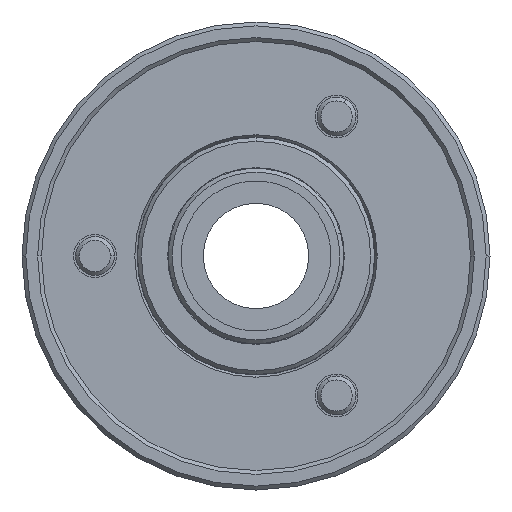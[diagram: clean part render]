
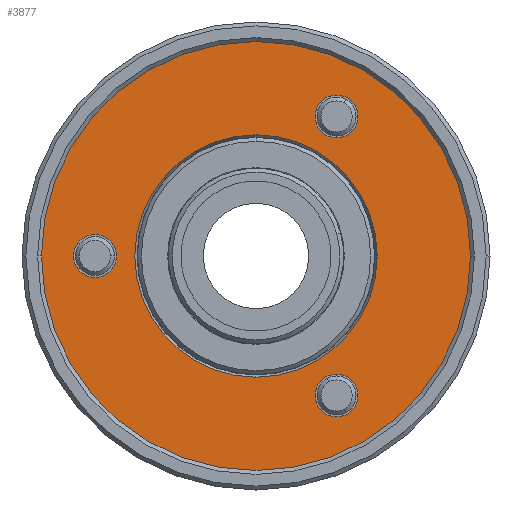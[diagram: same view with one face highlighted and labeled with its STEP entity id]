
A CAD part, left-side view. The second image highlights one B-rep face of the part: STEP entity #3877.
In plain terms, the highlighted planar face has unit normal (-1, 0, 0).
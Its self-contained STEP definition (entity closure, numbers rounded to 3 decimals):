
#27 = CIRCLE ( 'NONE', #6936, 31.077 ) ;
#70 = VERTEX_POINT ( 'NONE', #3780 ) ;
#109 = DIRECTION ( 'NONE',  ( 1., 0., 0. ) ) ;
#131 = VERTEX_POINT ( 'NONE', #4529 ) ;
#232 = CIRCLE ( 'NONE', #1443, 31.077 ) ;
#331 = FACE_BOUND ( 'NONE', #3191, .T. ) ;
#631 = CARTESIAN_POINT ( 'NONE',  ( 4., -20.65, -30.267 ) ) ;
#692 = EDGE_LOOP ( 'NONE', ( #8659, #2396 ) ) ;
#818 = ORIENTED_EDGE ( 'NONE', *, *, #3566, .T. ) ;
#898 = EDGE_CURVE ( 'NONE', #131, #70, #27, .T. ) ;
#977 = CARTESIAN_POINT ( 'NONE',  ( 4., 0., 0. ) ) ;
#1232 = EDGE_CURVE ( 'NONE', #5274, #2647, #7068, .T. ) ;
#1385 = ORIENTED_EDGE ( 'NONE', *, *, #2188, .T. ) ;
#1443 = AXIS2_PLACEMENT_3D ( 'NONE', #7389, #3114, #8119 ) ;
#1650 = ORIENTED_EDGE ( 'NONE', *, *, #7379, .T. ) ;
#1674 = ORIENTED_EDGE ( 'NONE', *, *, #4637, .T. ) ;
#1680 = FACE_BOUND ( 'NONE', #8966, .T. ) ;
#1681 = DIRECTION ( 'NONE',  ( 0., -1., 0. ) ) ;
#1825 = DIRECTION ( 'NONE',  ( -1., 0., 0. ) ) ;
#1866 = EDGE_LOOP ( 'NONE', ( #1650, #818 ) ) ;
#1943 = ORIENTED_EDGE ( 'NONE', *, *, #2244, .T. ) ;
#2016 = CARTESIAN_POINT ( 'NONE',  ( 4., 41.3, 5.5 ) ) ;
#2030 = VERTEX_POINT ( 'NONE', #4878 ) ;
#2043 = DIRECTION ( 'NONE',  ( 1., 0., 0. ) ) ;
#2174 = CIRCLE ( 'NONE', #4480, 5.5 ) ;
#2188 = EDGE_CURVE ( 'NONE', #2030, #3378, #4721, .T. ) ;
#2189 = DIRECTION ( 'NONE',  ( 1., 0., 0. ) ) ;
#2198 = CIRCLE ( 'NONE', #7069, 55. ) ;
#2223 = DIRECTION ( 'NONE',  ( 1., 0., 0. ) ) ;
#2225 = DIRECTION ( 'NONE',  ( 1., 0., 0. ) ) ;
#2226 = CARTESIAN_POINT ( 'NONE',  ( 4., -20.65, -35.767 ) ) ;
#2244 = EDGE_CURVE ( 'NONE', #7019, #6517, #8083, .T. ) ;
#2259 = CARTESIAN_POINT ( 'NONE',  ( 4., -20.65, 41.267 ) ) ;
#2334 = AXIS2_PLACEMENT_3D ( 'NONE', #6512, #2225, #7212 ) ;
#2396 = ORIENTED_EDGE ( 'NONE', *, *, #2778, .T. ) ;
#2647 = VERTEX_POINT ( 'NONE', #7800 ) ;
#2655 = CARTESIAN_POINT ( 'NONE',  ( 4., -55., 0. ) ) ;
#2748 = AXIS2_PLACEMENT_3D ( 'NONE', #3022, #8025, #3731 ) ;
#2778 = EDGE_CURVE ( 'NONE', #70, #131, #232, .T. ) ;
#2936 = DIRECTION ( 'NONE',  ( 0., 1., 0. ) ) ;
#2939 = DIRECTION ( 'NONE',  ( 1., 0., 0. ) ) ;
#3022 = CARTESIAN_POINT ( 'NONE',  ( 4., -20.65, 35.767 ) ) ;
#3114 = DIRECTION ( 'NONE',  ( 1., 0., 0. ) ) ;
#3191 = EDGE_LOOP ( 'NONE', ( #1674, #3967 ) ) ;
#3378 = VERTEX_POINT ( 'NONE', #2016 ) ;
#3514 = ORIENTED_EDGE ( 'NONE', *, *, #8284, .T. ) ;
#3566 = EDGE_CURVE ( 'NONE', #8347, #4517, #8821, .T. ) ;
#3664 = PLANE ( 'NONE',  #4760 ) ;
#3731 = DIRECTION ( 'NONE',  ( 0., 1., 0. ) ) ;
#3745 = CIRCLE ( 'NONE', #5276, 5.5 ) ;
#3780 = CARTESIAN_POINT ( 'NONE',  ( 4., 0., -31.077 ) ) ;
#3877 = ADVANCED_FACE ( 'NONE', ( #331, #5486, #1680, #7593, #5269 ), #3664, .F. ) ;
#3967 = ORIENTED_EDGE ( 'NONE', *, *, #1232, .T. ) ;
#4334 = ORIENTED_EDGE ( 'NONE', *, *, #9071, .T. ) ;
#4480 = AXIS2_PLACEMENT_3D ( 'NONE', #7219, #2939, #7937 ) ;
#4517 = VERTEX_POINT ( 'NONE', #2655 ) ;
#4526 = EDGE_LOOP ( 'NONE', ( #3514, #1943 ) ) ;
#4529 = CARTESIAN_POINT ( 'NONE',  ( 4., 0., 31.077 ) ) ;
#4637 = EDGE_CURVE ( 'NONE', #2647, #5274, #8371, .T. ) ;
#4721 = CIRCLE ( 'NONE', #7711, 5.5 ) ;
#4760 = AXIS2_PLACEMENT_3D ( 'NONE', #8666, #109, #5115 ) ;
#4878 = CARTESIAN_POINT ( 'NONE',  ( 4., 41.3, -5.5 ) ) ;
#5115 = DIRECTION ( 'NONE',  ( 0., 1., 0. ) ) ;
#5269 = FACE_OUTER_BOUND ( 'NONE', #1866, .T. ) ;
#5274 = VERTEX_POINT ( 'NONE', #2259 ) ;
#5276 = AXIS2_PLACEMENT_3D ( 'NONE', #6340, #2043, #7046 ) ;
#5486 = FACE_BOUND ( 'NONE', #4526, .T. ) ;
#5968 = DIRECTION ( 'NONE',  ( -1., 0., 0. ) ) ;
#6121 = CARTESIAN_POINT ( 'NONE',  ( 4., 0., 0. ) ) ;
#6340 = CARTESIAN_POINT ( 'NONE',  ( 4., -20.65, -35.767 ) ) ;
#6467 = CARTESIAN_POINT ( 'NONE',  ( 4., 55., 0. ) ) ;
#6488 = CARTESIAN_POINT ( 'NONE',  ( 4., 41.3, 0. ) ) ;
#6511 = CARTESIAN_POINT ( 'NONE',  ( 4., 0., 0. ) ) ;
#6512 = CARTESIAN_POINT ( 'NONE',  ( 4., -20.65, 35.767 ) ) ;
#6517 = VERTEX_POINT ( 'NONE', #8702 ) ;
#6833 = DIRECTION ( 'NONE',  ( 0., -1., 0. ) ) ;
#6866 = AXIS2_PLACEMENT_3D ( 'NONE', #6121, #1825, #6833 ) ;
#6936 = AXIS2_PLACEMENT_3D ( 'NONE', #6511, #2223, #7210 ) ;
#7019 = VERTEX_POINT ( 'NONE', #631 ) ;
#7046 = DIRECTION ( 'NONE',  ( 0., 1., 0. ) ) ;
#7068 = CIRCLE ( 'NONE', #2748, 5.5 ) ;
#7069 = AXIS2_PLACEMENT_3D ( 'NONE', #977, #5968, #1681 ) ;
#7179 = DIRECTION ( 'NONE',  ( 0., 1., 0. ) ) ;
#7210 = DIRECTION ( 'NONE',  ( 0., 1., 0. ) ) ;
#7212 = DIRECTION ( 'NONE',  ( 0., 1., 0. ) ) ;
#7214 = DIRECTION ( 'NONE',  ( 1., 0., 0. ) ) ;
#7219 = CARTESIAN_POINT ( 'NONE',  ( 4., 41.3, 0. ) ) ;
#7379 = EDGE_CURVE ( 'NONE', #4517, #8347, #2198, .T. ) ;
#7389 = CARTESIAN_POINT ( 'NONE',  ( 4., 0., 0. ) ) ;
#7593 = FACE_BOUND ( 'NONE', #692, .T. ) ;
#7711 = AXIS2_PLACEMENT_3D ( 'NONE', #6488, #2189, #7179 ) ;
#7800 = CARTESIAN_POINT ( 'NONE',  ( 4., -20.65, 30.267 ) ) ;
#7937 = DIRECTION ( 'NONE',  ( 0., 1., 0. ) ) ;
#8025 = DIRECTION ( 'NONE',  ( 1., 0., 0. ) ) ;
#8083 = CIRCLE ( 'NONE', #8196, 5.5 ) ;
#8119 = DIRECTION ( 'NONE',  ( 0., 1., 0. ) ) ;
#8196 = AXIS2_PLACEMENT_3D ( 'NONE', #2226, #7214, #2936 ) ;
#8284 = EDGE_CURVE ( 'NONE', #6517, #7019, #3745, .T. ) ;
#8347 = VERTEX_POINT ( 'NONE', #6467 ) ;
#8371 = CIRCLE ( 'NONE', #2334, 5.5 ) ;
#8659 = ORIENTED_EDGE ( 'NONE', *, *, #898, .T. ) ;
#8666 = CARTESIAN_POINT ( 'NONE',  ( 4., 55., 0. ) ) ;
#8702 = CARTESIAN_POINT ( 'NONE',  ( 4., -20.65, -41.267 ) ) ;
#8821 = CIRCLE ( 'NONE', #6866, 55. ) ;
#8966 = EDGE_LOOP ( 'NONE', ( #1385, #4334 ) ) ;
#9071 = EDGE_CURVE ( 'NONE', #3378, #2030, #2174, .T. ) ;
